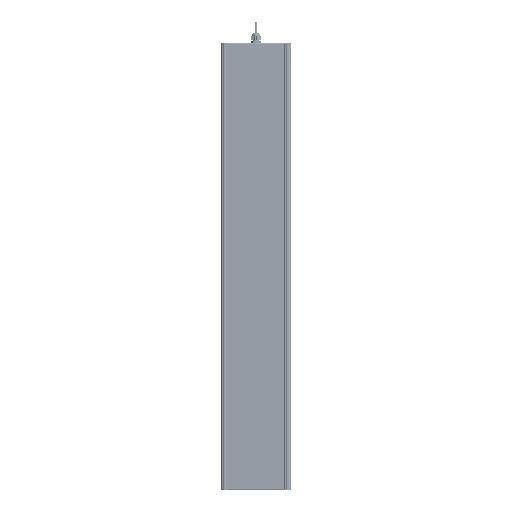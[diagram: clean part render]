
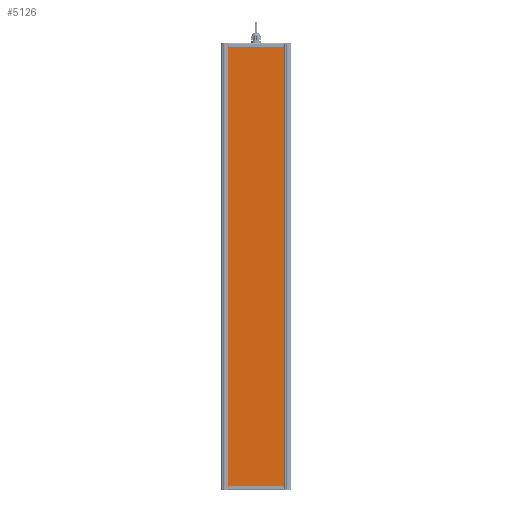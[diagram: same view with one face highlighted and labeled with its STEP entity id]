
A CAD part, front view. The second image highlights one B-rep face of the part: STEP entity #5126.
In plain terms, the highlighted face is planar.
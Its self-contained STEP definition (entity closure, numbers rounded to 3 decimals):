
#5126=ADVANCED_FACE('',(#17074),#17076,.T.);
#17074=FACE_BOUND('',#17075,.T.);
#17075=EDGE_LOOP('',(#50315,#50316,#50317,#50318));
#17076=PLANE('',#17077);
#17077=AXIS2_PLACEMENT_3D('',#17078,#17079,#17080);
#17078=CARTESIAN_POINT('',(2111.497,401.002,-34.582));
#17079=DIRECTION('',(0.,0.,-1.));
#17080=DIRECTION('',(0.,1.,0.));
#50315=ORIENTED_EDGE('',*,*,#59625,.F.);
#50316=ORIENTED_EDGE('',*,*,#59624,.T.);
#50317=ORIENTED_EDGE('',*,*,#59626,.F.);
#50318=ORIENTED_EDGE('',*,*,#59627,.F.);
#59624=EDGE_CURVE('',#66572,#66576,#66578,.T.);
#59625=EDGE_CURVE('',#66572,#66579,#66580,.T.);
#59626=EDGE_CURVE('',#66581,#66576,#66582,.T.);
#59627=EDGE_CURVE('',#66579,#66581,#66583,.T.);
#66572=VERTEX_POINT('',#87574);
#66576=VERTEX_POINT('',#87582);
#66578=LINE('',#87586,#87587);
#66579=VERTEX_POINT('',#87589);
#66580=LINE('',#87590,#87591);
#66581=VERTEX_POINT('',#87593);
#66582=LINE('',#87594,#87595);
#66583=LINE('',#87597,#87598);
#87574=CARTESIAN_POINT('',(2111.497,565.13,-34.582));
#87582=CARTESIAN_POINT('',(3307.497,565.13,-34.582));
#87586=CARTESIAN_POINT('',(2111.497,565.13,-34.582));
#87587=VECTOR('',#87588,1.);
#87588=DIRECTION('',(1.,0.,0.));
#87589=CARTESIAN_POINT('',(2111.497,401.002,-34.582));
#87590=CARTESIAN_POINT('',(2111.497,565.13,-34.582));
#87591=VECTOR('',#87592,1.);
#87592=DIRECTION('',(0.,-1.,0.));
#87593=CARTESIAN_POINT('',(3307.497,401.002,-34.582));
#87594=CARTESIAN_POINT('',(3307.497,401.002,-34.582));
#87595=VECTOR('',#87596,1.);
#87596=DIRECTION('',(0.,1.,0.));
#87597=CARTESIAN_POINT('',(2111.497,401.002,-34.582));
#87598=VECTOR('',#87599,1.);
#87599=DIRECTION('',(1.,0.,0.));
